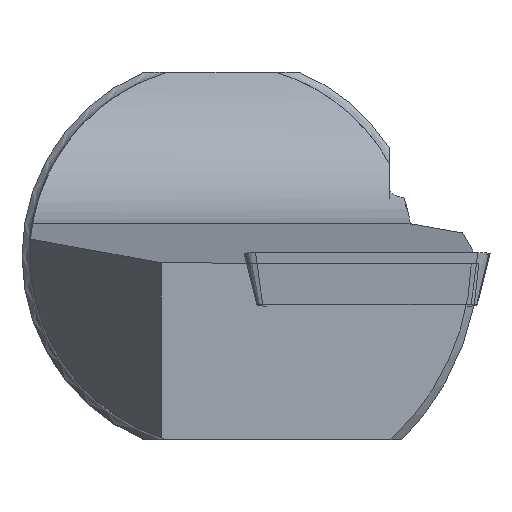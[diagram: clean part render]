
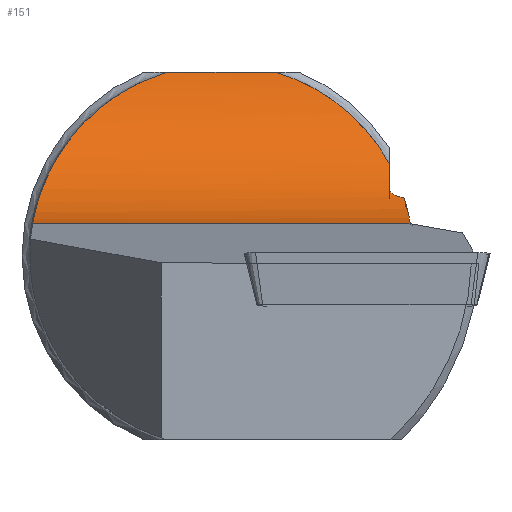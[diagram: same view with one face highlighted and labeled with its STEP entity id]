
A CAD part, left-side view. The second image highlights one B-rep face of the part: STEP entity #151.
In plain terms, the highlighted cylindrical face has radius 12.5 mm (diameter 25 mm), a partial arc.
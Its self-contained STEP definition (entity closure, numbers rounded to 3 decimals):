
#35=CYLINDRICAL_SURFACE('',#679,12.5);
#48=CIRCLE('',#653,12.5);
#98=B_SPLINE_CURVE_WITH_KNOTS('',3,(#1179,#1180,#1181,#1182,#1183,#1184,
#1185,#1186,#1187,#1188),.UNSPECIFIED.,.F.,.F.,(4,2,2,2,4),(0.,0.25,0.5,
0.75,1.),.UNSPECIFIED.);
#99=B_SPLINE_CURVE_WITH_KNOTS('',3,(#1197,#1198,#1199,#1200),
 .UNSPECIFIED.,.F.,.F.,(4,4),(0.,1.),.UNSPECIFIED.);
#102=B_SPLINE_CURVE_WITH_KNOTS('',3,(#1238,#1239,#1240,#1241,#1242,#1243),
 .UNSPECIFIED.,.F.,.F.,(4,2,4),(0.,0.5,1.),.UNSPECIFIED.);
#107=B_SPLINE_CURVE_WITH_KNOTS('',3,(#1282,#1283,#1284,#1285),
 .UNSPECIFIED.,.F.,.F.,(4,4),(0.,1.),.UNSPECIFIED.);
#112=B_SPLINE_CURVE_WITH_KNOTS('',3,(#1343,#1344,#1345,#1346,#1347,#1348,
#1349,#1350,#1351,#1352,#1353,#1354,#1355,#1356,#1357,#1358),
 .UNSPECIFIED.,.F.,.F.,(4,3,3,3,3,4),(0.,0.137,0.319,
0.509,0.724,1.),.UNSPECIFIED.);
#151=ADVANCED_FACE('',(#198),#35,.F.);
#198=FACE_OUTER_BOUND('',#232,.T.);
#232=EDGE_LOOP('',(#401,#402,#403,#404,#405,#406,#407,#408));
#401=ORIENTED_EDGE('',*,*,#514,.T.);
#402=ORIENTED_EDGE('',*,*,#569,.F.);
#403=ORIENTED_EDGE('',*,*,#535,.T.);
#404=ORIENTED_EDGE('',*,*,#519,.T.);
#405=ORIENTED_EDGE('',*,*,#545,.T.);
#406=ORIENTED_EDGE('',*,*,#536,.F.);
#407=ORIENTED_EDGE('',*,*,#527,.T.);
#408=ORIENTED_EDGE('',*,*,#500,.F.);
#434=VERTEX_POINT('',#1122);
#435=VERTEX_POINT('',#1124);
#447=VERTEX_POINT('',#1177);
#452=VERTEX_POINT('',#1201);
#453=VERTEX_POINT('',#1202);
#460=VERTEX_POINT('',#1244);
#464=VERTEX_POINT('',#1265);
#465=VERTEX_POINT('',#1288);
#500=EDGE_CURVE('',#434,#435,#578,.T.);
#514=EDGE_CURVE('',#434,#447,#98,.T.);
#519=EDGE_CURVE('',#452,#453,#99,.T.);
#527=EDGE_CURVE('',#460,#435,#102,.T.);
#535=EDGE_CURVE('',#464,#452,#107,.T.);
#536=EDGE_CURVE('',#460,#465,#48,.T.);
#545=EDGE_CURVE('',#453,#465,#112,.T.);
#569=EDGE_CURVE('',#464,#447,#599,.T.);
#578=LINE('',#1123,#607);
#599=LINE('',#1432,#628);
#607=VECTOR('',#700,1.);
#628=VECTOR('',#809,1.);
#653=AXIS2_PLACEMENT_3D('',#1287,#745,#746);
#679=AXIS2_PLACEMENT_3D('',#1433,#810,#811);
#700=DIRECTION('',(0.,-1.,0.));
#745=DIRECTION('',(0.,1.,0.));
#746=DIRECTION('',(0.,0.,-1.));
#809=DIRECTION('',(0.,1.,0.));
#810=DIRECTION('',(0.,1.,0.));
#811=DIRECTION('',(0.,0.,1.));
#1122=CARTESIAN_POINT('',(35.475,20.768,11.288));
#1123=CARTESIAN_POINT('',(35.475,-49.21,11.288));
#1124=CARTESIAN_POINT('',(35.475,13.912,11.288));
#1177=CARTESIAN_POINT('',(24.635,29.169,1.808));
#1179=CARTESIAN_POINT('',(35.475,20.768,11.288));
#1180=CARTESIAN_POINT('',(35.365,22.287,10.835));
#1181=CARTESIAN_POINT('',(35.162,23.692,10.08));
#1182=CARTESIAN_POINT('',(34.314,26.044,8.185));
#1183=CARTESIAN_POINT('',(33.646,26.983,7.038));
#1184=CARTESIAN_POINT('',(31.75,28.272,4.892));
#1185=CARTESIAN_POINT('',(30.52,28.641,3.896));
#1186=CARTESIAN_POINT('',(27.743,29.068,2.441));
#1187=CARTESIAN_POINT('',(26.215,29.141,1.974));
#1188=CARTESIAN_POINT('',(24.635,29.169,1.808));
#1197=CARTESIAN_POINT('',(24.919,5.517,1.841));
#1198=CARTESIAN_POINT('',(26.605,5.555,2.058));
#1199=CARTESIAN_POINT('',(28.225,5.646,2.62));
#1200=CARTESIAN_POINT('',(29.654,5.916,3.459));
#1201=CARTESIAN_POINT('',(24.919,5.517,1.841));
#1202=CARTESIAN_POINT('',(29.654,5.916,3.459));
#1238=CARTESIAN_POINT('',(32.359,6.84,5.597));
#1239=CARTESIAN_POINT('',(33.426,7.457,6.712));
#1240=CARTESIAN_POINT('',(34.183,8.391,7.938));
#1241=CARTESIAN_POINT('',(35.137,10.822,9.988));
#1242=CARTESIAN_POINT('',(35.359,12.307,10.809));
#1243=CARTESIAN_POINT('',(35.475,13.912,11.288));
#1244=CARTESIAN_POINT('',(32.359,6.84,5.597));
#1265=CARTESIAN_POINT('',(24.635,5.47,1.808));
#1282=CARTESIAN_POINT('',(24.635,5.47,1.808));
#1283=CARTESIAN_POINT('',(24.727,5.499,1.818));
#1284=CARTESIAN_POINT('',(24.823,5.515,1.829));
#1285=CARTESIAN_POINT('',(24.919,5.517,1.841));
#1287=CARTESIAN_POINT('',(23.329,6.84,14.24));
#1288=CARTESIAN_POINT('',(30.651,6.84,4.109));
#1343=CARTESIAN_POINT('',(29.654,5.916,3.459));
#1344=CARTESIAN_POINT('',(29.66,5.991,3.462));
#1345=CARTESIAN_POINT('',(29.674,6.065,3.47));
#1346=CARTESIAN_POINT('',(29.696,6.136,3.483));
#1347=CARTESIAN_POINT('',(29.725,6.23,3.501));
#1348=CARTESIAN_POINT('',(29.769,6.32,3.526));
#1349=CARTESIAN_POINT('',(29.822,6.398,3.558));
#1350=CARTESIAN_POINT('',(29.877,6.481,3.592));
#1351=CARTESIAN_POINT('',(29.944,6.553,3.633));
#1352=CARTESIAN_POINT('',(30.016,6.613,3.679));
#1353=CARTESIAN_POINT('',(30.098,6.68,3.731));
#1354=CARTESIAN_POINT('',(30.19,6.733,3.79));
#1355=CARTESIAN_POINT('',(30.283,6.77,3.853));
#1356=CARTESIAN_POINT('',(30.402,6.817,3.933));
#1357=CARTESIAN_POINT('',(30.529,6.84,4.021));
#1358=CARTESIAN_POINT('',(30.651,6.84,4.109));
#1432=CARTESIAN_POINT('',(24.635,-49.21,1.808));
#1433=CARTESIAN_POINT('',(23.329,-49.21,14.24));
